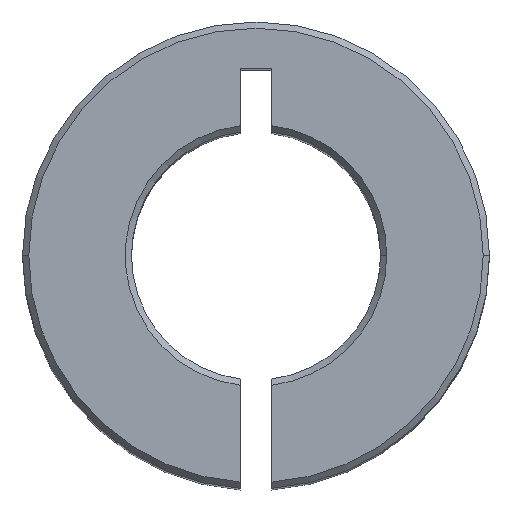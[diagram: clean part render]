
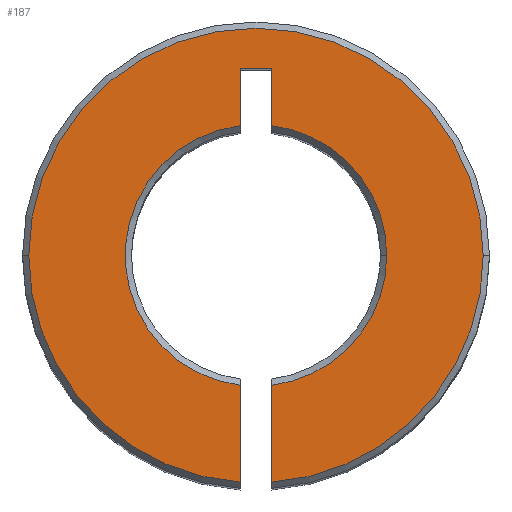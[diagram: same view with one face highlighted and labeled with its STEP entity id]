
A CAD part, top view. The second image highlights one B-rep face of the part: STEP entity #187.
In plain terms, the highlighted planar face has unit normal (0, 0, 1).
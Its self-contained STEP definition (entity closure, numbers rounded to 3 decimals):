
#13 = DIRECTION ( 'NONE',  ( 0., 0., 1. ) ) ;
#44 = EDGE_CURVE ( 'NONE', #503, #681, #95, .T. ) ;
#45 = EDGE_LOOP ( 'NONE', ( #736, #617, #537, #76, #683, #592, #446, #689, #372, #109, #569 ) ) ;
#64 = PLANE ( 'NONE',  #447 ) ;
#65 = CARTESIAN_POINT ( 'NONE',  ( -0.5, 6., 29.5 ) ) ;
#67 = CARTESIAN_POINT ( 'NONE',  ( 0., 0., 29.5 ) ) ;
#76 = ORIENTED_EDGE ( 'NONE', *, *, #411, .F. ) ;
#79 = CARTESIAN_POINT ( 'NONE',  ( 0.5, 4.17, 29.5 ) ) ;
#89 = CARTESIAN_POINT ( 'NONE',  ( 0.5, 6., 29.5 ) ) ;
#95 = LINE ( 'NONE', #89, #228 ) ;
#100 = EDGE_CURVE ( 'NONE', #619, #456, #179, .T. ) ;
#109 = ORIENTED_EDGE ( 'NONE', *, *, #594, .T. ) ;
#110 = CARTESIAN_POINT ( 'NONE',  ( 0.5, -4.17, 29.5 ) ) ;
#143 = CARTESIAN_POINT ( 'NONE',  ( 0.5, 6., 29.5 ) ) ;
#145 = EDGE_CURVE ( 'NONE', #342, #620, #219, .T. ) ;
#149 = DIRECTION ( 'NONE',  ( 1., 0., 0. ) ) ;
#151 = FACE_OUTER_BOUND ( 'NONE', #45, .T. ) ;
#152 = DIRECTION ( 'NONE',  ( 1., 0., 0. ) ) ;
#175 = VERTEX_POINT ( 'NONE', #489 ) ;
#179 = LINE ( 'NONE', #773, #483 ) ;
#187 = ADVANCED_FACE ( 'NONE', ( #151 ), #64, .T. ) ;
#188 = CARTESIAN_POINT ( 'NONE',  ( -0.5, 4.17, 29.5 ) ) ;
#209 = AXIS2_PLACEMENT_3D ( 'NONE', #731, #444, #149 ) ;
#214 = DIRECTION ( 'NONE',  ( 0., 0., -1. ) ) ;
#218 = CIRCLE ( 'NONE', #749, 7.3 ) ;
#219 = LINE ( 'NONE', #828, #639 ) ;
#226 = VECTOR ( 'NONE', #258, 1000. ) ;
#228 = VECTOR ( 'NONE', #658, 1000. ) ;
#258 = DIRECTION ( 'NONE',  ( -1., 0., 0. ) ) ;
#267 = DIRECTION ( 'NONE',  ( 1., 0., 0. ) ) ;
#274 = DIRECTION ( 'NONE',  ( 0., 0., -1. ) ) ;
#300 = AXIS2_PLACEMENT_3D ( 'NONE', #793, #721, #855 ) ;
#308 = AXIS2_PLACEMENT_3D ( 'NONE', #806, #214, #669 ) ;
#310 = CIRCLE ( 'NONE', #801, 7.3 ) ;
#315 = CARTESIAN_POINT ( 'NONE',  ( 7.3, 0., 29.5 ) ) ;
#330 = CARTESIAN_POINT ( 'NONE',  ( 0., 0., 29.5 ) ) ;
#333 = CARTESIAN_POINT ( 'NONE',  ( 0., 0., 29.5 ) ) ;
#342 = VERTEX_POINT ( 'NONE', #529 ) ;
#344 = CARTESIAN_POINT ( 'NONE',  ( 4.2, 0., 29.5 ) ) ;
#349 = CIRCLE ( 'NONE', #839, 4.2 ) ;
#357 = VECTOR ( 'NONE', #837, 1000. ) ;
#361 = EDGE_CURVE ( 'NONE', #619, #439, #791, .T. ) ;
#372 = ORIENTED_EDGE ( 'NONE', *, *, #745, .T. ) ;
#378 = CARTESIAN_POINT ( 'NONE',  ( 0.5, -7.283, 29.5 ) ) ;
#384 = DIRECTION ( 'NONE',  ( 0., 1., 0. ) ) ;
#386 = DIRECTION ( 'NONE',  ( 1., 0., 0. ) ) ;
#403 = VERTEX_POINT ( 'NONE', #188 ) ;
#411 = EDGE_CURVE ( 'NONE', #456, #766, #767, .T. ) ;
#427 = EDGE_CURVE ( 'NONE', #175, #620, #566, .T. ) ;
#439 = VERTEX_POINT ( 'NONE', #344 ) ;
#444 = DIRECTION ( 'NONE',  ( 0., 0., 1. ) ) ;
#446 = ORIENTED_EDGE ( 'NONE', *, *, #601, .T. ) ;
#447 = AXIS2_PLACEMENT_3D ( 'NONE', #480, #522, #152 ) ;
#456 = VERTEX_POINT ( 'NONE', #143 ) ;
#466 = CARTESIAN_POINT ( 'NONE',  ( -0.5, -7.283, 29.5 ) ) ;
#480 = CARTESIAN_POINT ( 'NONE',  ( 0., 0., 29.5 ) ) ;
#483 = VECTOR ( 'NONE', #384, 1000. ) ;
#489 = CARTESIAN_POINT ( 'NONE',  ( -7.3, 0., 29.5 ) ) ;
#495 = LINE ( 'NONE', #725, #357 ) ;
#503 = VERTEX_POINT ( 'NONE', #378 ) ;
#510 = CARTESIAN_POINT ( 'NONE',  ( -0.5, 6., 29.5 ) ) ;
#522 = DIRECTION ( 'NONE',  ( 0., 0., 1. ) ) ;
#529 = CARTESIAN_POINT ( 'NONE',  ( -0.5, -4.17, 29.5 ) ) ;
#537 = ORIENTED_EDGE ( 'NONE', *, *, #824, .F. ) ;
#566 = CIRCLE ( 'NONE', #209, 7.3 ) ;
#569 = ORIENTED_EDGE ( 'NONE', *, *, #427, .T. ) ;
#585 = DIRECTION ( 'NONE',  ( 0., -1., 0. ) ) ;
#587 = DIRECTION ( 'NONE',  ( 1., 0., 0. ) ) ;
#592 = ORIENTED_EDGE ( 'NONE', *, *, #361, .T. ) ;
#594 = EDGE_CURVE ( 'NONE', #705, #175, #310, .T. ) ;
#601 = EDGE_CURVE ( 'NONE', #439, #681, #781, .T. ) ;
#617 = ORIENTED_EDGE ( 'NONE', *, *, #771, .T. ) ;
#619 = VERTEX_POINT ( 'NONE', #79 ) ;
#620 = VERTEX_POINT ( 'NONE', #466 ) ;
#639 = VECTOR ( 'NONE', #585, 1000. ) ;
#658 = DIRECTION ( 'NONE',  ( 0., 1., 0. ) ) ;
#669 = DIRECTION ( 'NONE',  ( 1., 0., 0. ) ) ;
#681 = VERTEX_POINT ( 'NONE', #110 ) ;
#683 = ORIENTED_EDGE ( 'NONE', *, *, #100, .F. ) ;
#689 = ORIENTED_EDGE ( 'NONE', *, *, #44, .F. ) ;
#705 = VERTEX_POINT ( 'NONE', #315 ) ;
#720 = DIRECTION ( 'NONE',  ( 0., 0., 1. ) ) ;
#721 = DIRECTION ( 'NONE',  ( 0., 0., -1. ) ) ;
#725 = CARTESIAN_POINT ( 'NONE',  ( -0.5, 6., 29.5 ) ) ;
#731 = CARTESIAN_POINT ( 'NONE',  ( 0., 0., 29.5 ) ) ;
#736 = ORIENTED_EDGE ( 'NONE', *, *, #145, .F. ) ;
#745 = EDGE_CURVE ( 'NONE', #503, #705, #218, .T. ) ;
#749 = AXIS2_PLACEMENT_3D ( 'NONE', #330, #720, #267 ) ;
#766 = VERTEX_POINT ( 'NONE', #510 ) ;
#767 = LINE ( 'NONE', #65, #226 ) ;
#771 = EDGE_CURVE ( 'NONE', #342, #403, #349, .T. ) ;
#773 = CARTESIAN_POINT ( 'NONE',  ( 0.5, 6., 29.5 ) ) ;
#781 = CIRCLE ( 'NONE', #308, 4.2 ) ;
#791 = CIRCLE ( 'NONE', #300, 4.2 ) ;
#793 = CARTESIAN_POINT ( 'NONE',  ( 0., 0., 29.5 ) ) ;
#801 = AXIS2_PLACEMENT_3D ( 'NONE', #333, #13, #386 ) ;
#806 = CARTESIAN_POINT ( 'NONE',  ( 0., 0., 29.5 ) ) ;
#824 = EDGE_CURVE ( 'NONE', #766, #403, #495, .T. ) ;
#828 = CARTESIAN_POINT ( 'NONE',  ( -0.5, 6., 29.5 ) ) ;
#837 = DIRECTION ( 'NONE',  ( 0., -1., 0. ) ) ;
#839 = AXIS2_PLACEMENT_3D ( 'NONE', #67, #274, #587 ) ;
#855 = DIRECTION ( 'NONE',  ( 1., 0., 0. ) ) ;
